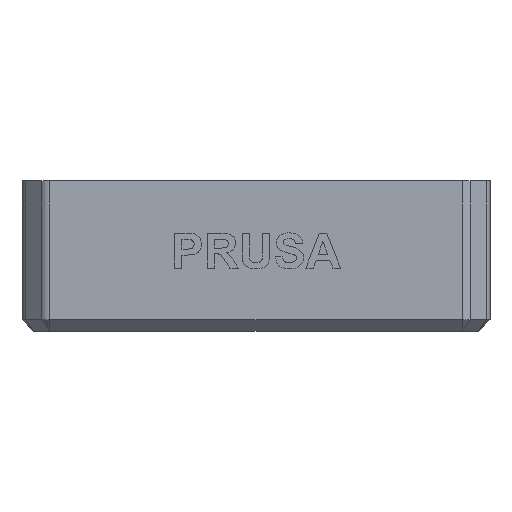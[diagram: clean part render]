
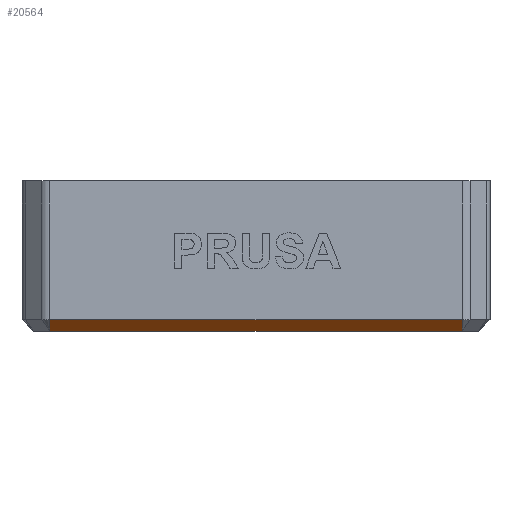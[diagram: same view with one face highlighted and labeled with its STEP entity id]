
A CAD part, front view. The second image highlights one B-rep face of the part: STEP entity #20564.
In plain terms, the highlighted planar face has unit normal (0, -0.707, -0.707).
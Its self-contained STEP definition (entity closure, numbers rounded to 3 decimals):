
#1064=PLANE('',#21487);
#2085=FACE_OUTER_BOUND('',#3302,.T.);
#3302=EDGE_LOOP('',(#18836,#18837,#18838,#18839));
#5417=LINE('',#34084,#7755);
#5587=LINE('',#34496,#7925);
#5603=LINE('',#34533,#7941);
#5604=LINE('',#34534,#7942);
#7755=VECTOR('',#24966,10.);
#7925=VECTOR('',#25390,10.);
#7941=VECTOR('',#25428,10.);
#7942=VECTOR('',#25429,10.);
#10277=VERTEX_POINT('',#34082);
#10278=VERTEX_POINT('',#34083);
#10392=VERTEX_POINT('',#34493);
#10393=VERTEX_POINT('',#34495);
#13037=EDGE_CURVE('',#10277,#10278,#5417,.T.);
#13244=EDGE_CURVE('',#10393,#10392,#5587,.T.);
#13264=EDGE_CURVE('',#10278,#10393,#5603,.T.);
#13265=EDGE_CURVE('',#10392,#10277,#5604,.T.);
#18836=ORIENTED_EDGE('',*,*,#13264,.T.);
#18837=ORIENTED_EDGE('',*,*,#13244,.T.);
#18838=ORIENTED_EDGE('',*,*,#13265,.T.);
#18839=ORIENTED_EDGE('',*,*,#13037,.T.);
#20564=ADVANCED_FACE('',(#2085),#1064,.T.);
#21487=AXIS2_PLACEMENT_3D('',#34532,#25426,#25427);
#24966=DIRECTION('',(-1.,0.,0.));
#25390=DIRECTION('',(1.,0.,0.));
#25426=DIRECTION('center_axis',(0.,-0.707,-0.707));
#25427=DIRECTION('ref_axis',(-1.,0.,0.));
#25428=DIRECTION('',(0.,0.707,-0.707));
#25429=DIRECTION('',(0.,-0.707,0.707));
#34082=CARTESIAN_POINT('',(35.672,5.,-101.));
#34083=CARTESIAN_POINT('',(-35.672,5.,-101.));
#34084=CARTESIAN_POINT('',(20.25,5.,-101.));
#34493=CARTESIAN_POINT('',(35.672,7.,-103.));
#34495=CARTESIAN_POINT('',(-35.672,7.,-103.));
#34496=CARTESIAN_POINT('',(20.25,7.,-103.));
#34532=CARTESIAN_POINT('Origin',(20.25,6.,-102.));
#34533=CARTESIAN_POINT('',(-35.672,5.,-101.));
#34534=CARTESIAN_POINT('',(35.672,7.,-103.));
